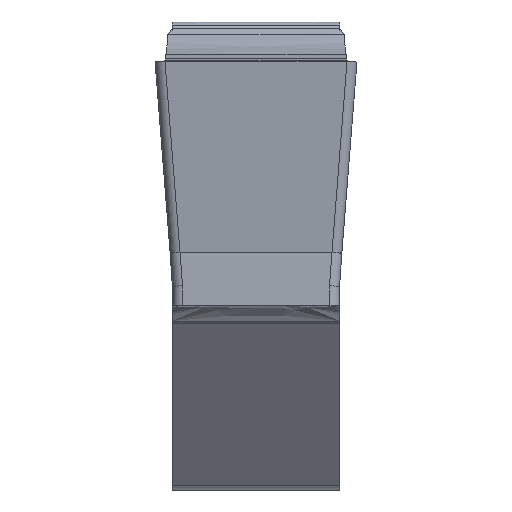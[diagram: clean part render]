
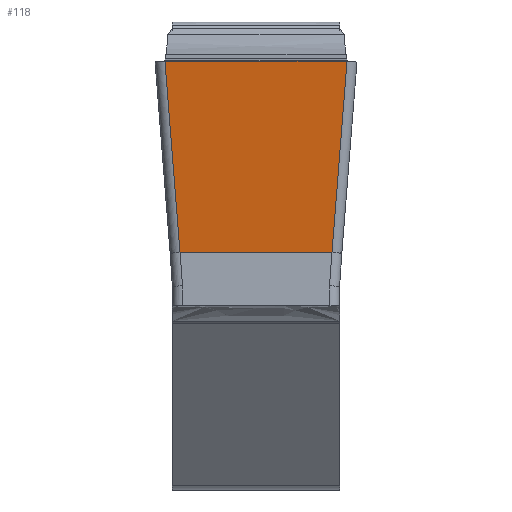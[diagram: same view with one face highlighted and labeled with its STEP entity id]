
A CAD part, front view. The second image highlights one B-rep face of the part: STEP entity #118.
In plain terms, the highlighted planar face has unit normal (0, -0.993, -0.122).
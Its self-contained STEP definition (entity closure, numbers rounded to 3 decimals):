
#80=ELLIPSE('',#1057,1.234,0.15);
#81=ELLIPSE('',#1058,1.234,0.15);
#118=ADVANCED_FACE('',(#184),#164,.F.);
#164=PLANE('',#1059);
#184=FACE_OUTER_BOUND('',#234,.T.);
#234=EDGE_LOOP('',(#384,#385,#386,#387,#388,#389));
#384=ORIENTED_EDGE('',*,*,#736,.T.);
#385=ORIENTED_EDGE('',*,*,#737,.T.);
#386=ORIENTED_EDGE('',*,*,#738,.T.);
#387=ORIENTED_EDGE('',*,*,#739,.T.);
#388=ORIENTED_EDGE('',*,*,#642,.F.);
#389=ORIENTED_EDGE('',*,*,#740,.T.);
#552=VERTEX_POINT('',#1422);
#553=VERTEX_POINT('',#1424);
#634=VERTEX_POINT('',#1901);
#635=VERTEX_POINT('',#1902);
#636=VERTEX_POINT('',#1904);
#637=VERTEX_POINT('',#1906);
#642=EDGE_CURVE('',#552,#553,#780,.T.);
#736=EDGE_CURVE('',#634,#635,#810,.T.);
#737=EDGE_CURVE('',#635,#636,#811,.T.);
#738=EDGE_CURVE('',#636,#637,#812,.T.);
#739=EDGE_CURVE('',#637,#553,#80,.T.);
#740=EDGE_CURVE('',#552,#634,#81,.T.);
#780=LINE('',#1423,#848);
#810=LINE('',#1900,#878);
#811=LINE('',#1903,#879);
#812=LINE('',#1905,#880);
#848=VECTOR('',#1095,1.);
#878=VECTOR('',#1205,1.);
#879=VECTOR('',#1206,1.);
#880=VECTOR('',#1207,1.);
#1057=AXIS2_PLACEMENT_3D('',#1907,#1208,#1209);
#1058=AXIS2_PLACEMENT_3D('',#1908,#1210,#1211);
#1059=AXIS2_PLACEMENT_3D('',#1909,#1212,#1213);
#1095=DIRECTION('',(-1.,0.,0.));
#1205=DIRECTION('',(0.078,-0.121,0.99));
#1206=DIRECTION('',(-1.,0.,0.));
#1207=DIRECTION('',(0.078,0.121,-0.99));
#1208=DIRECTION('',(0.,0.993,0.122));
#1209=DIRECTION('',(-0.07,-0.122,0.99));
#1210=DIRECTION('',(0.,0.993,0.122));
#1211=DIRECTION('',(-0.07,0.122,-0.99));
#1212=DIRECTION('',(0.,0.993,0.122));
#1213=DIRECTION('',(0.,-0.122,0.993));
#1422=CARTESIAN_POINT('',(1.135,-4.65,-2.851));
#1423=CARTESIAN_POINT('',(0.,-4.65,-2.851));
#1424=CARTESIAN_POINT('',(-1.135,-4.65,-2.851));
#1900=CARTESIAN_POINT('',(1.731,-5.578,4.704));
#1901=CARTESIAN_POINT('',(1.136,-4.65,-2.851));
#1902=CARTESIAN_POINT('',(1.361,-5.001,0.012));
#1903=CARTESIAN_POINT('',(-6.479,-5.001,0.012));
#1904=CARTESIAN_POINT('',(-1.361,-5.001,0.012));
#1905=CARTESIAN_POINT('',(-1.137,-4.652,-2.838));
#1906=CARTESIAN_POINT('',(-1.136,-4.65,-2.851));
#1907=CARTESIAN_POINT('',(-1.049,-4.5,-4.072));
#1908=CARTESIAN_POINT('',(1.049,-4.5,-4.072));
#1909=CARTESIAN_POINT('',(0.959,-5.,0.));
